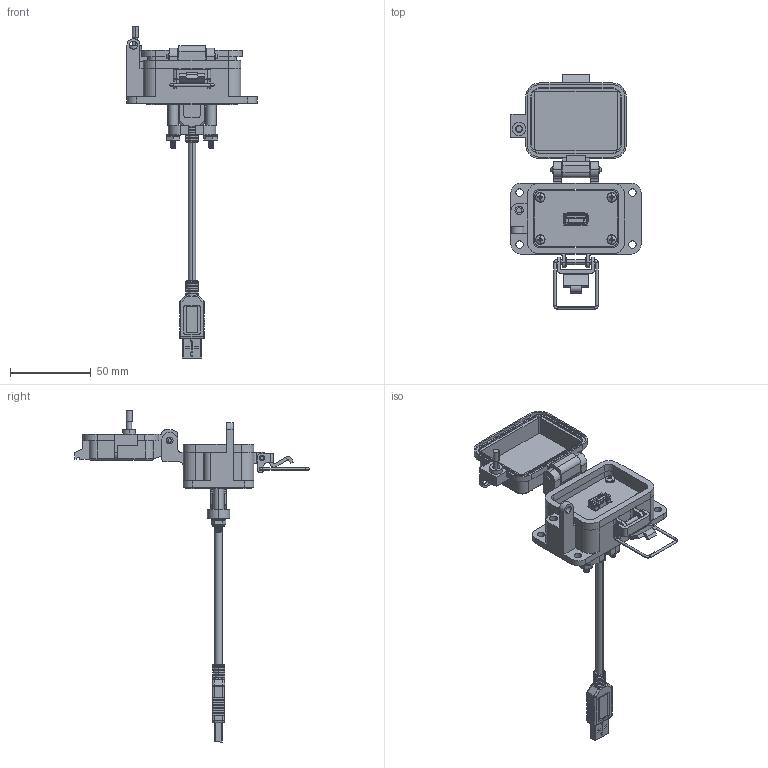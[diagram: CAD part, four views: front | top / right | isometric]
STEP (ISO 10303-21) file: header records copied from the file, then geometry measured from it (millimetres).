
FILE_DESCRIPTION (( 'STEP AP214' ), '1' );
FILE_NAME ('P-P11-B3RX_3D.STEP', '2017-10-11T15:48:52', ( '' ), ( '' ), 'SwSTEP 2.0', 'SolidWorks 2017', '' );
FILE_SCHEMA (( 'AUTOMOTIVE_DESIGN' ));
Length unit declared in the file: millimetre
Products named in the file (11): 92005A124_METRIC PAN HEAD PHILLIPS MACHINE SCREW_92005A124; Z-H-B3; P-P11-B3RX_FP; Z_002_632516HN_90675A007; P-P11-B3RX_TP; Z_001_SPR1_94639A306; P11; Z-020-3047; Z_000_632134FH_91771A156; P-P11-B3RX_BP; P-P11-B3RX_3D
Assembly tree (16 placements, depth 3):
  P-P11-B3RX_3D
    P-P11-B3RX_BP
    Z_000_632134FH_91771A156  x2
    P11
      Z-020-3047
    Z_001_SPR1_94639A306  x2
    P-P11-B3RX_TP
    Z_002_632516HN_90675A007  x2
    P-P11-B3RX_FP
    Z-H-B3
    92005A124_METRIC PAN HEAD PHILLIPS MACHINE SCREW_92005A124  x4
Bounding box: 80.57 x 145.03 x 205.51 mm (x, y, z)
Volume: 70447.4 mm3; surface area: 60239.4 mm2
Topology: 29 solids, 29 shells, 2831 faces, 8070 edges, 5316 vertices
Faces by surface type: cylinder 1515, plane 1012, bspline 154, cone 126, torus 16, sphere 8
Entity records: 86679 total; most frequent: CARTESIAN_POINT 24245, ORIENTED_EDGE 10992, DIRECTION 9380, EDGE_CURVE 5496, VERTEX_POINT 3621, VECTOR 3146, LINE 3146, AXIS2_PLACEMENT_3D 3117
